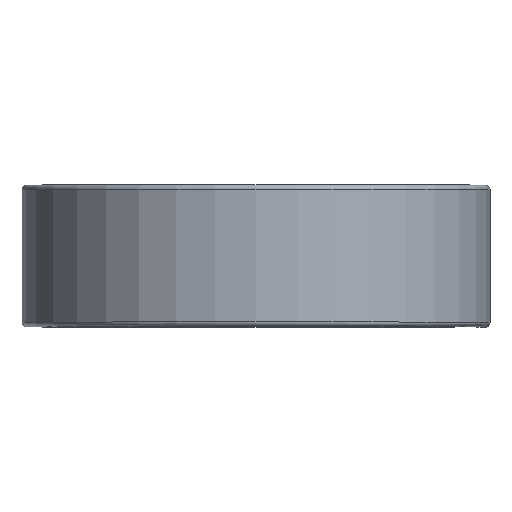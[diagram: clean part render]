
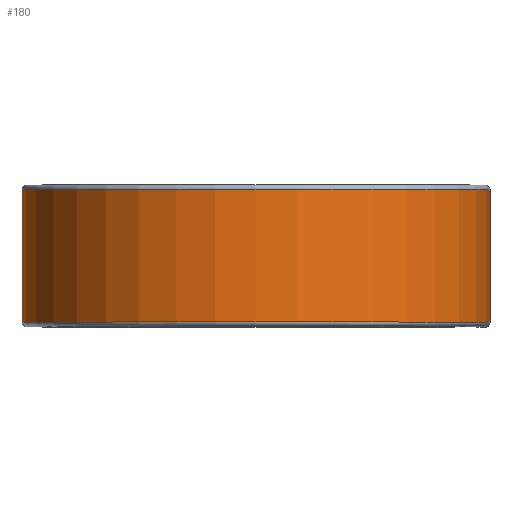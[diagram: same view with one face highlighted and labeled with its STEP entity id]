
A CAD part, top view. The second image highlights one B-rep face of the part: STEP entity #180.
In plain terms, the highlighted cylindrical face has radius 39.319 mm (diameter 78.638 mm), a partial arc.
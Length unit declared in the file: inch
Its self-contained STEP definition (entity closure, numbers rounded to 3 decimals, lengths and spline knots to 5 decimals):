
#84 = CARTESIAN_POINT ( 'NONE',  ( 0., -0.43875, -1.548 ) ) ;
#87 = AXIS2_PLACEMENT_3D ( 'NONE', #312, #321, #380 ) ;
#123 = CARTESIAN_POINT ( 'NONE',  ( 0., 0.43875, -1.548 ) ) ;
#164 = VECTOR ( 'NONE', #1640, 39.37008 ) ;
#174 = CARTESIAN_POINT ( 'NONE',  ( 0., -0.43875, 0. ) ) ;
#180 = ADVANCED_FACE ( 'NONE', ( #1192 ), #2163, .T. ) ;
#188 = DIRECTION ( 'NONE',  ( 0., 0., -1. ) ) ;
#295 = VERTEX_POINT ( 'NONE', #1350 ) ;
#312 = CARTESIAN_POINT ( 'NONE',  ( 0., 0.43875, 0. ) ) ;
#321 = DIRECTION ( 'NONE',  ( 0., -1., 0. ) ) ;
#380 = DIRECTION ( 'NONE',  ( 0., 0., -1. ) ) ;
#503 = EDGE_LOOP ( 'NONE', ( #993, #1684, #2001, #1838 ) ) ;
#534 = CARTESIAN_POINT ( 'NONE',  ( 0., 0.4375, 0. ) ) ;
#577 = AXIS2_PLACEMENT_3D ( 'NONE', #174, #718, #188 ) ;
#718 = DIRECTION ( 'NONE',  ( 0., -1., 0. ) ) ;
#809 = EDGE_CURVE ( 'NONE', #1091, #1357, #2206, .T. ) ;
#918 = EDGE_CURVE ( 'NONE', #295, #2342, #2114, .T. ) ;
#993 = ORIENTED_EDGE ( 'NONE', *, *, #2433, .T. ) ;
#1091 = VERTEX_POINT ( 'NONE', #1742 ) ;
#1192 = FACE_OUTER_BOUND ( 'NONE', #503, .T. ) ;
#1209 = VECTOR ( 'NONE', #1287, 39.37008 ) ;
#1274 = LINE ( 'NONE', #123, #1209 ) ;
#1287 = DIRECTION ( 'NONE',  ( 0., 1., 0. ) ) ;
#1290 = DIRECTION ( 'NONE',  ( 0., -1., 0. ) ) ;
#1350 = CARTESIAN_POINT ( 'NONE',  ( 1.548, -0.43875, 0. ) ) ;
#1357 = VERTEX_POINT ( 'NONE', #1656 ) ;
#1449 = CARTESIAN_POINT ( 'NONE',  ( 1.548, 0.43875, 0. ) ) ;
#1497 = DIRECTION ( 'NONE',  ( 0., 0., -1. ) ) ;
#1599 = AXIS2_PLACEMENT_3D ( 'NONE', #534, #1290, #1497 ) ;
#1640 = DIRECTION ( 'NONE',  ( 0., 1., 0. ) ) ;
#1656 = CARTESIAN_POINT ( 'NONE',  ( 0., 0.43875, -1.548 ) ) ;
#1684 = ORIENTED_EDGE ( 'NONE', *, *, #809, .T. ) ;
#1742 = CARTESIAN_POINT ( 'NONE',  ( 1.548, 0.43875, 0. ) ) ;
#1838 = ORIENTED_EDGE ( 'NONE', *, *, #918, .F. ) ;
#2001 = ORIENTED_EDGE ( 'NONE', *, *, #2119, .F. ) ;
#2114 = CIRCLE ( 'NONE', #577, 1.548 ) ;
#2119 = EDGE_CURVE ( 'NONE', #2342, #1357, #1274, .T. ) ;
#2163 = CYLINDRICAL_SURFACE ( 'NONE', #1599, 1.548 ) ;
#2206 = CIRCLE ( 'NONE', #87, 1.548 ) ;
#2265 = LINE ( 'NONE', #1449, #164 ) ;
#2342 = VERTEX_POINT ( 'NONE', #84 ) ;
#2433 = EDGE_CURVE ( 'NONE', #295, #1091, #2265, .T. ) ;
